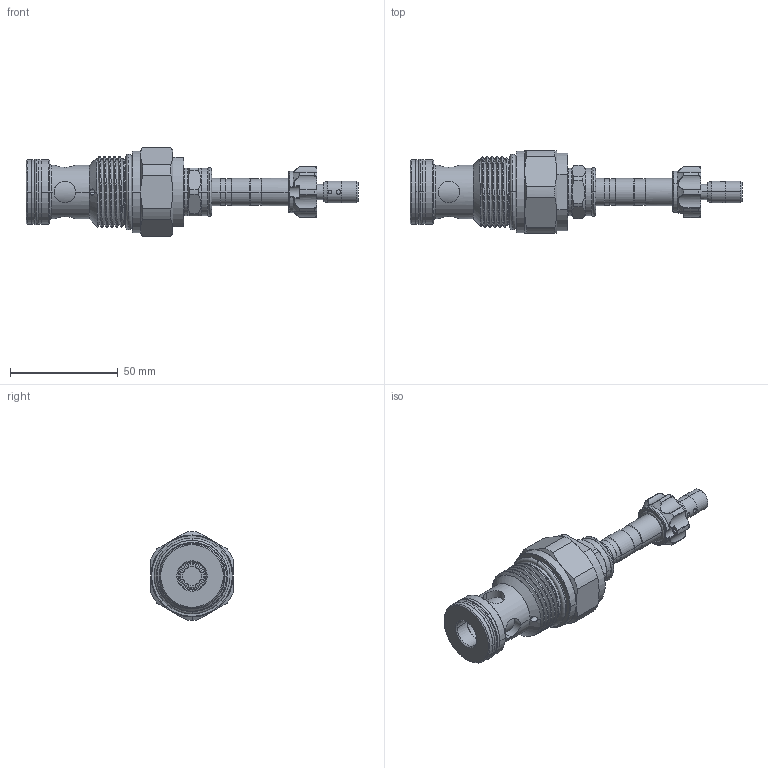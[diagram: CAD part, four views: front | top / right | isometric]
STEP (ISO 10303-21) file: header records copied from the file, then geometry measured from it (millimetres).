
FILE_DESCRIPTION (( 'STEP AP203' ), '1' );
FILE_NAME ('EP21E2A03T95.STEP', '2020-03-30T05:42:37', ( '' ), ( '' ), 'SwSTEP 2.0', 'SolidWorks 2018', '' );
FILE_SCHEMA (( 'CONFIG_CONTROL_DESIGN' ));
Length unit declared in the file: millimetre
Products named in the file (1): EP21E2A03T95
Bounding box: 153.75 x 38 x 41.1 mm (x, y, z)
Volume: 72016.5 mm3; surface area: 19483.1 mm2
Topology: 6 solids, 6 shells, 376 faces, 889 edges, 543 vertices
Faces by surface type: cylinder 163, cone 66, plane 57, torus 51, bspline 37, sphere 2
Entity records: 16869 total; most frequent: CARTESIAN_POINT 8462, ORIENTED_EDGE 1772, DIRECTION 1728, EDGE_CURVE 886, AXIS2_PLACEMENT_3D 735, VERTEX_POINT 542, EDGE_LOOP 408, CIRCLE 395
